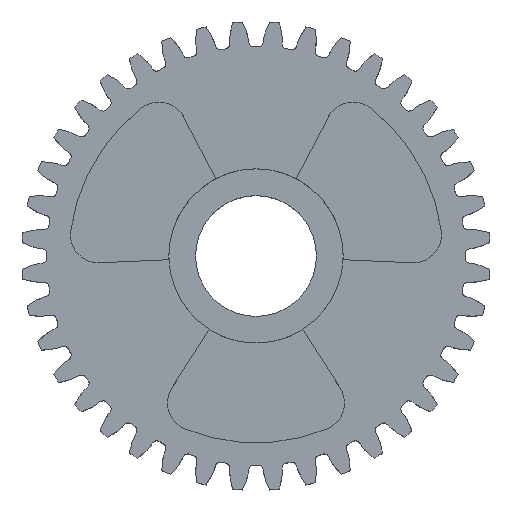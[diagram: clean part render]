
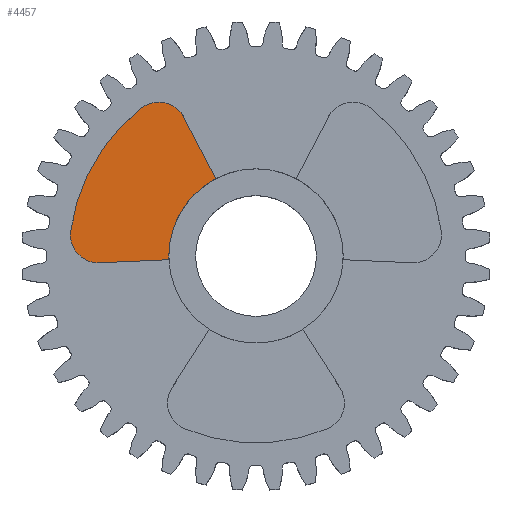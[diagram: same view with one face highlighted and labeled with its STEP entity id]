
A CAD part, top view. The second image highlights one B-rep face of the part: STEP entity #4457.
In plain terms, the highlighted planar face has unit normal (0, 0, 1).
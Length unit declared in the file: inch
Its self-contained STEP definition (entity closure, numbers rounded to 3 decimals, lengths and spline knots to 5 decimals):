
#453 = CARTESIAN_POINT ( 'NONE',  ( 0., 0., 0.0375 ) ) ;
#709 = CARTESIAN_POINT ( 'NONE',  ( -0.39025, -0.01704, 0.0375 ) ) ;
#827 = CIRCLE ( 'NONE', #3432, 0.39063 ) ;
#1051 = ORIENTED_EDGE ( 'NONE', *, *, #3087, .T. ) ;
#1225 = VERTEX_POINT ( 'NONE', #9329 ) ;
#1803 = CARTESIAN_POINT ( 'NONE',  ( -0.18037, 0.34649, 0.0375 ) ) ;
#1976 = DIRECTION ( 'NONE',  ( 1., 0., 0. ) ) ;
#2246 = CARTESIAN_POINT ( 'NONE',  ( 0., 0., 0.0375 ) ) ;
#2377 = DIRECTION ( 'NONE',  ( 0., 0., -1. ) ) ;
#2479 = VECTOR ( 'NONE', #14419, 39.37008 ) ;
#2731 = DIRECTION ( 'NONE',  ( 1., 0., 0. ) ) ;
#3042 = VERTEX_POINT ( 'NONE', #5060 ) ;
#3087 = EDGE_CURVE ( 'NONE', #9062, #3042, #8132, .T. ) ;
#3432 = AXIS2_PLACEMENT_3D ( 'NONE', #11977, #2377, #8045 ) ;
#3739 = EDGE_CURVE ( 'NONE', #13728, #12906, #10050, .T. ) ;
#3856 = PLANE ( 'NONE',  #3996 ) ;
#3918 = ORIENTED_EDGE ( 'NONE', *, *, #3739, .T. ) ;
#3996 = AXIS2_PLACEMENT_3D ( 'NONE', #11905, #6595, #5110 ) ;
#4098 = CARTESIAN_POINT ( 'NONE',  ( -0.70666, 0.09427, 0.0375 ) ) ;
#4107 = ORIENTED_EDGE ( 'NONE', *, *, #5037, .T. ) ;
#4431 = AXIS2_PLACEMENT_3D ( 'NONE', #13035, #11619, #10486 ) ;
#4457 = ADVANCED_FACE ( 'NONE', ( #8978 ), #3856, .T. ) ;
#5037 = EDGE_CURVE ( 'NONE', #12906, #6408, #827, .T. ) ;
#5060 = CARTESIAN_POINT ( 'NONE',  ( -0.83057, 0.11079, 0.0375 ) ) ;
#5110 = DIRECTION ( 'NONE',  ( 1., 0., 0. ) ) ;
#5663 = VERTEX_POINT ( 'NONE', #13388 ) ;
#6408 = VERTEX_POINT ( 'NONE', #1803 ) ;
#6527 = EDGE_CURVE ( 'NONE', #6408, #1225, #15125, .T. ) ;
#6595 = DIRECTION ( 'NONE',  ( 0., 0., 1. ) ) ;
#6602 = VECTOR ( 'NONE', #16877, 39.37008 ) ;
#7127 = CIRCLE ( 'NONE', #8214, 0.125 ) ;
#7348 = AXIS2_PLACEMENT_3D ( 'NONE', #4098, #15062, #2731 ) ;
#8045 = DIRECTION ( 'NONE',  ( 1., 0., 0. ) ) ;
#8132 = CIRCLE ( 'NONE', #4431, 0.83792 ) ;
#8214 = AXIS2_PLACEMENT_3D ( 'NONE', #8793, #16935, #1976 ) ;
#8220 = CARTESIAN_POINT ( 'NONE',  ( -0.51123, 0.66389, 0.0375 ) ) ;
#8324 = EDGE_LOOP ( 'NONE', ( #12027, #14070, #1051, #16064, #15672, #3918, #4107 ) ) ;
#8441 = LINE ( 'NONE', #2246, #2479 ) ;
#8793 = CARTESIAN_POINT ( 'NONE',  ( -0.43497, 0.56486, 0.0375 ) ) ;
#8978 = FACE_OUTER_BOUND ( 'NONE', #8324, .T. ) ;
#9062 = VERTEX_POINT ( 'NONE', #8220 ) ;
#9329 = CARTESIAN_POINT ( 'NONE',  ( -0.32409, 0.62257, 0.0375 ) ) ;
#9678 = CIRCLE ( 'NONE', #7348, 0.125 ) ;
#10050 = CIRCLE ( 'NONE', #14406, 0.39063 ) ;
#10486 = DIRECTION ( 'NONE',  ( 1., 0., 0. ) ) ;
#11038 = EDGE_CURVE ( 'NONE', #13728, #5663, #8441, .T. ) ;
#11619 = DIRECTION ( 'NONE',  ( 0., 0., 1. ) ) ;
#11905 = CARTESIAN_POINT ( 'NONE',  ( 0., 0., 0.0375 ) ) ;
#11977 = CARTESIAN_POINT ( 'NONE',  ( 0., 0., 0.0375 ) ) ;
#12027 = ORIENTED_EDGE ( 'NONE', *, *, #6527, .T. ) ;
#12906 = VERTEX_POINT ( 'NONE', #17568 ) ;
#13035 = CARTESIAN_POINT ( 'NONE',  ( 0., 0., 0.0375 ) ) ;
#13388 = CARTESIAN_POINT ( 'NONE',  ( -0.70121, -0.03062, 0.0375 ) ) ;
#13591 = EDGE_CURVE ( 'NONE', #1225, #9062, #7127, .T. ) ;
#13728 = VERTEX_POINT ( 'NONE', #709 ) ;
#13967 = DIRECTION ( 'NONE',  ( 0., 0., -1. ) ) ;
#14070 = ORIENTED_EDGE ( 'NONE', *, *, #13591, .T. ) ;
#14221 = CARTESIAN_POINT ( 'NONE',  ( 0., 0., 0.0375 ) ) ;
#14406 = AXIS2_PLACEMENT_3D ( 'NONE', #453, #13967, #15446 ) ;
#14419 = DIRECTION ( 'NONE',  ( -0.999, -0.044, 0. ) ) ;
#15062 = DIRECTION ( 'NONE',  ( 0., 0., 1. ) ) ;
#15125 = LINE ( 'NONE', #14221, #6602 ) ;
#15446 = DIRECTION ( 'NONE',  ( 1., 0., 0. ) ) ;
#15672 = ORIENTED_EDGE ( 'NONE', *, *, #11038, .F. ) ;
#16064 = ORIENTED_EDGE ( 'NONE', *, *, #16647, .T. ) ;
#16647 = EDGE_CURVE ( 'NONE', #3042, #5663, #9678, .T. ) ;
#16877 = DIRECTION ( 'NONE',  ( -0.462, 0.887, 0. ) ) ;
#16935 = DIRECTION ( 'NONE',  ( 0., 0., 1. ) ) ;
#17568 = CARTESIAN_POINT ( 'NONE',  ( -0.39063, 0., 0.0375 ) ) ;
